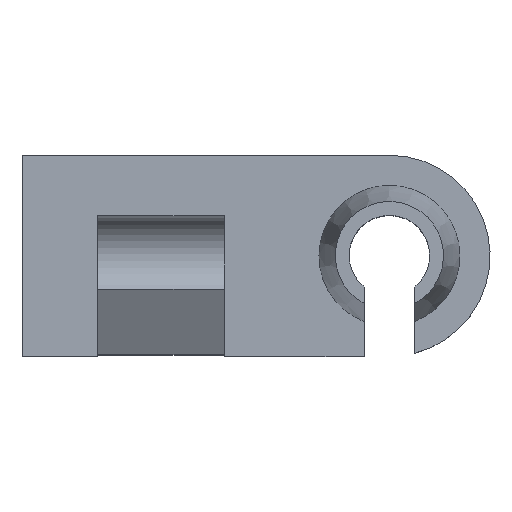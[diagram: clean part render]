
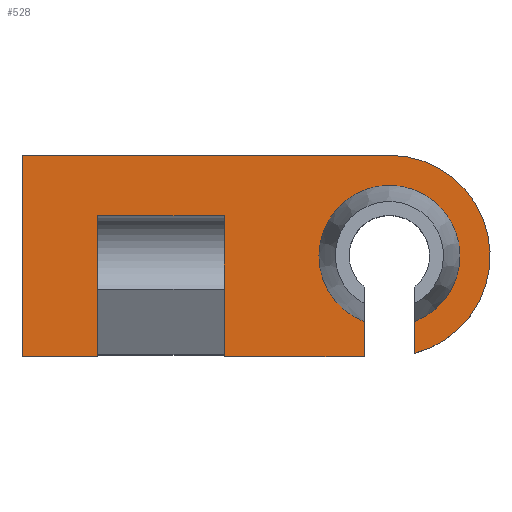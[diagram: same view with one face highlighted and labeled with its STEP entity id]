
A CAD part, top view. The second image highlights one B-rep face of the part: STEP entity #528.
In plain terms, the highlighted planar face has unit normal (0, 0, 1).
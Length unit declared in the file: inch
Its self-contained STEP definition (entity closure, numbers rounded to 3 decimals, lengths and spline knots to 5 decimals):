
#233=CARTESIAN_POINT('',(-0.73,-0.2,-0.14));
#234=VERTEX_POINT('',#233);
#241=CARTESIAN_POINT('',(-0.73,0.2,-0.14));
#242=VERTEX_POINT('',#241);
#243=CARTESIAN_POINT('',(-0.73,0.2,-0.14));
#244=DIRECTION('',(0.0,-1.0,0.0));
#245=VECTOR('',#244,0.4);
#246=LINE('',#243,#245);
#247=EDGE_CURVE('',#242,#234,#246,.T.);
#408=CARTESIAN_POINT('',(-0.58,0.08,-0.14));
#409=VERTEX_POINT('',#408);
#416=CARTESIAN_POINT('',(-0.58,-0.2,-0.14));
#417=VERTEX_POINT('',#416);
#418=CARTESIAN_POINT('',(-0.58,0.08,-0.14));
#419=DIRECTION('',(0.0,-1.0,0.0));
#420=VECTOR('',#419,0.28);
#421=LINE('',#418,#420);
#422=EDGE_CURVE('',#409,#417,#421,.T.);
#442=CARTESIAN_POINT('',(-0.73,-0.2,-0.14));
#443=DIRECTION('',(1.0,0.0,0.0));
#444=VECTOR('',#443,0.15);
#445=LINE('',#442,#444);
#446=EDGE_CURVE('',#234,#417,#445,.T.);
#454=CARTESIAN_POINT('',(-0.08875,0.0,-0.14));
#455=DIRECTION('',(0.0,0.0,1.0));
#456=DIRECTION('',(1.0,0.0,0.0));
#457=AXIS2_PLACEMENT_3D('',#454,#455,#456);
#458=PLANE('',#457);
#459=ORIENTED_EDGE('',*,*,#247,.T.);
#460=ORIENTED_EDGE('',*,*,#446,.T.);
#461=ORIENTED_EDGE('',*,*,#422,.F.);
#462=CARTESIAN_POINT('',(-0.328,0.08,-0.14));
#463=VERTEX_POINT('',#462);
#464=CARTESIAN_POINT('',(-0.328,0.08,-0.14));
#465=DIRECTION('',(-1.0,0.0,0.0));
#466=VECTOR('',#465,0.252);
#467=LINE('',#464,#466);
#468=EDGE_CURVE('',#463,#409,#467,.T.);
#469=ORIENTED_EDGE('',*,*,#468,.F.);
#470=CARTESIAN_POINT('',(-0.328,-0.2,-0.14));
#471=VERTEX_POINT('',#470);
#472=CARTESIAN_POINT('',(-0.328,-0.2,-0.14));
#473=DIRECTION('',(0.0,1.0,0.0));
#474=VECTOR('',#473,0.28);
#475=LINE('',#472,#474);
#476=EDGE_CURVE('',#471,#463,#475,.T.);
#477=ORIENTED_EDGE('',*,*,#476,.F.);
#478=CARTESIAN_POINT('',(-0.05,-0.2,-0.14));
#479=VERTEX_POINT('',#478);
#480=CARTESIAN_POINT('',(-0.05,-0.2,-0.14));
#481=DIRECTION('',(-1.0,0.0,0.0));
#482=VECTOR('',#481,0.278);
#483=LINE('',#480,#482);
#484=EDGE_CURVE('',#479,#471,#483,.T.);
#485=ORIENTED_EDGE('',*,*,#484,.F.);
#486=CARTESIAN_POINT('',(-0.05,-0.10412,-0.14));
#487=VERTEX_POINT('',#486);
#488=CARTESIAN_POINT('',(-0.05,-0.2,-0.14));
#489=DIRECTION('',(0.0,1.0,0.0));
#490=VECTOR('',#489,0.09588);
#491=LINE('',#488,#490);
#492=EDGE_CURVE('',#479,#487,#491,.T.);
#493=ORIENTED_EDGE('',*,*,#492,.T.);
#494=CARTESIAN_POINT('',(0.05,-0.10412,-0.14));
#495=VERTEX_POINT('',#494);
#496=CARTESIAN_POINT('',(0.0,0.0,-0.14));
#497=DIRECTION('',(0.0,0.0,1.0));
#498=DIRECTION('',(1.0,0.0,0.0));
#499=AXIS2_PLACEMENT_3D('',#496,#497,#498);
#500=CIRCLE('',#499,0.1155);
#501=EDGE_CURVE('',#495,#487,#500,.T.);
#502=ORIENTED_EDGE('',*,*,#501,.F.);
#503=CARTESIAN_POINT('',(0.05,-0.19365,-0.14));
#504=VERTEX_POINT('',#503);
#505=CARTESIAN_POINT('',(0.05,-0.10412,-0.14));
#506=DIRECTION('',(0.0,-1.0,0.0));
#507=VECTOR('',#506,0.08953);
#508=LINE('',#505,#507);
#509=EDGE_CURVE('',#495,#504,#508,.T.);
#510=ORIENTED_EDGE('',*,*,#509,.T.);
#511=CARTESIAN_POINT('',(0.0,0.2,-0.14));
#512=VERTEX_POINT('',#511);
#513=CARTESIAN_POINT('',(0.0,0.0,-0.14));
#514=DIRECTION('',(0.0,0.0,-1.0));
#515=DIRECTION('',(0.0,1.0,0.0));
#516=AXIS2_PLACEMENT_3D('',#513,#514,#515);
#517=CIRCLE('',#516,0.2);
#518=EDGE_CURVE('',#512,#504,#517,.T.);
#519=ORIENTED_EDGE('',*,*,#518,.F.);
#520=CARTESIAN_POINT('',(0.0,0.2,-0.14));
#521=DIRECTION('',(-1.0,0.0,0.0));
#522=VECTOR('',#521,0.73);
#523=LINE('',#520,#522);
#524=EDGE_CURVE('',#512,#242,#523,.T.);
#525=ORIENTED_EDGE('',*,*,#524,.T.);
#526=EDGE_LOOP('',(#459,#460,#461,#469,#477,#485,#493,#502,#510,#519,#525));
#527=FACE_OUTER_BOUND('',#526,.T.);
#528=ADVANCED_FACE('',(#527),#458,.T.);
